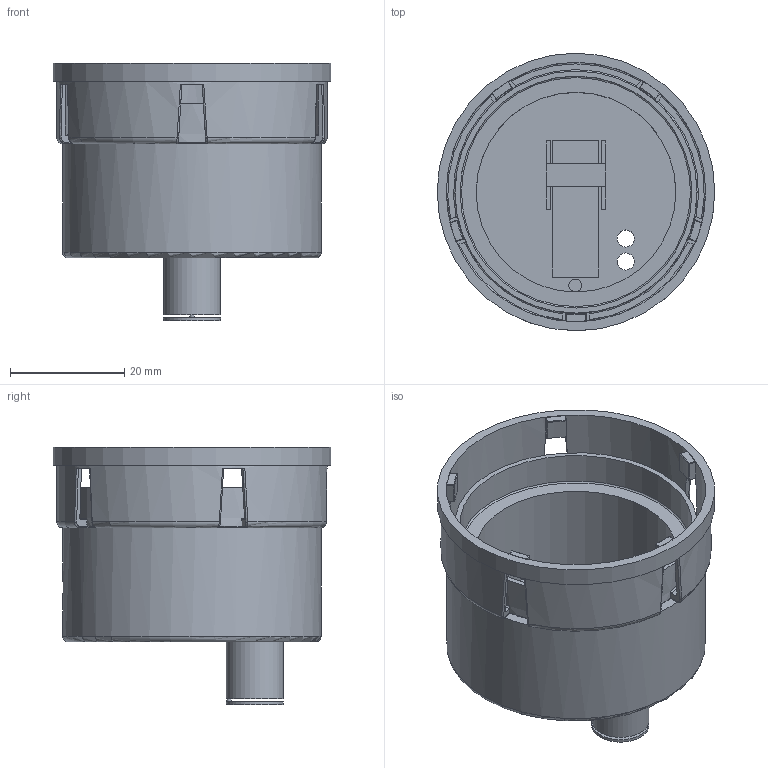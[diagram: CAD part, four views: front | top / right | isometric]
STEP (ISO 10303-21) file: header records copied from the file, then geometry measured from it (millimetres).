
FILE_DESCRIPTION(/* description */ (''),/* implementation_level */ '2;1');
FILE_NAME(/* name */ 'PillBottle.step',/* time_stamp */ '2023-11-05T08:21:21-06:00',/* author */ (''),/* organization */ (''),/* preprocessor_version */ 'ST-DEVELOPER v20',/* originating_system */ 'Autodesk Translation Framework v12.14.0.127',/* authorisation */ '');
FILE_SCHEMA (('AUTOMOTIVE_DESIGN { 1 0 10303 214 3 1 1 }'));
Length unit declared in the file: millimetre
Products named in the file (2): Assembly; Cap
Assembly tree (1 placements, depth 2):
  Assembly
    Cap
Bounding box: 48.64 x 48.64 x 45.1 mm (x, y, z)
Volume: 21254 mm3; surface area: 15121.1 mm2
Topology: 2 solids, 2 shells, 180 faces, 467 edges, 280 vertices
Faces by surface type: plane 73, cylinder 50, torus 27, bspline 20, sphere 10
Full cylindrical faces by diameter (mm): 0.75 x1, 2.236 x1, 3 x2, 4 x1, 8 x1, 10 x2, 35 x1, 40.64 x1, 42.418 x1, 45.339 x1, 45.466 x1, 47.371 x1, 48.641 x1
Entity records: 6273 total; most frequent: CARTESIAN_POINT 1904, DIRECTION 925, ORIENTED_EDGE 914, EDGE_CURVE 457, AXIS2_PLACEMENT_3D 377, VERTEX_POINT 280, EDGE_LOOP 197, FACE_OUTER_BOUND 180
